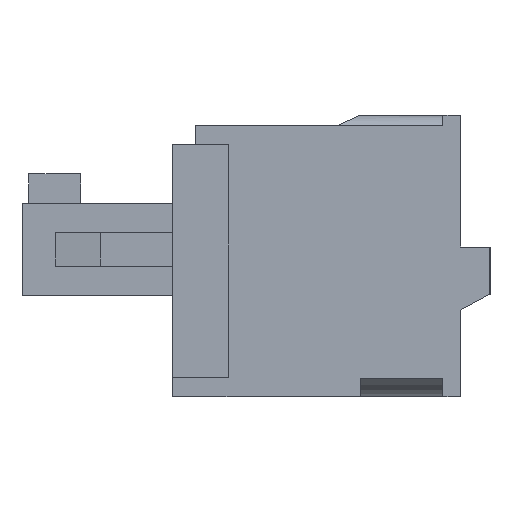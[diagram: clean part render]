
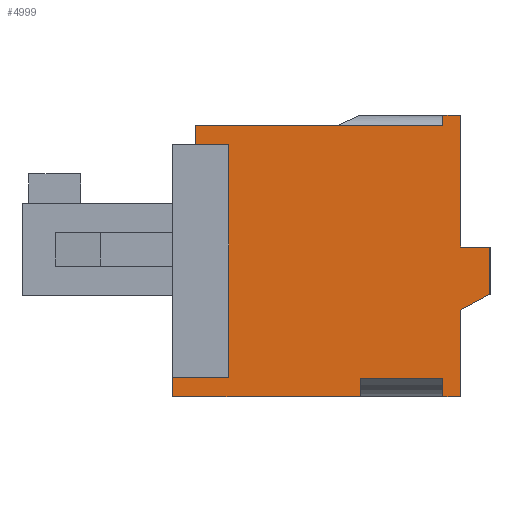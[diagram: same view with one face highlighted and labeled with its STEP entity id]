
A CAD part, left-side view. The second image highlights one B-rep face of the part: STEP entity #4999.
In plain terms, the highlighted planar face has unit normal (-1, 0, 0).
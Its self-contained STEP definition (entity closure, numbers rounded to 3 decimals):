
#4999 = ADVANCED_FACE( '', ( #10447 ), #10448, .T. );
#10447 = FACE_OUTER_BOUND( '', #16443, .T. );
#10448 = PLANE( '', #16444 );
#16443 = EDGE_LOOP( '', ( #30855, #30856, #30857, #30858, #30859, #30860, #30861, #30862, #30863, #30864, #30865, #30866, #30867, #30868, #30869, #30870, #30871, #30872 ) );
#16444 = AXIS2_PLACEMENT_3D( '', #30873, #30874, #30875 );
#30855 = ORIENTED_EDGE( '', *, *, #38853, .T. );
#30856 = ORIENTED_EDGE( '', *, *, #43322, .T. );
#30857 = ORIENTED_EDGE( '', *, *, #37285, .F. );
#30858 = ORIENTED_EDGE( '', *, *, #43013, .F. );
#30859 = ORIENTED_EDGE( '', *, *, #37892, .T. );
#30860 = ORIENTED_EDGE( '', *, *, #40370, .T. );
#30861 = ORIENTED_EDGE( '', *, *, #42339, .T. );
#30862 = ORIENTED_EDGE( '', *, *, #43323, .F. );
#30863 = ORIENTED_EDGE( '', *, *, #39404, .T. );
#30864 = ORIENTED_EDGE( '', *, *, #41894, .T. );
#30865 = ORIENTED_EDGE( '', *, *, #43324, .T. );
#30866 = ORIENTED_EDGE( '', *, *, #42978, .F. );
#30867 = ORIENTED_EDGE( '', *, *, #38106, .F. );
#30868 = ORIENTED_EDGE( '', *, *, #37612, .T. );
#30869 = ORIENTED_EDGE( '', *, *, #40302, .F. );
#30870 = ORIENTED_EDGE( '', *, *, #39786, .T. );
#30871 = ORIENTED_EDGE( '', *, *, #43325, .T. );
#30872 = ORIENTED_EDGE( '', *, *, #43326, .T. );
#30873 = CARTESIAN_POINT( '', ( -23.26, -7.05, -6.25 ) );
#30874 = DIRECTION( '', ( -1., 0., 0. ) );
#30875 = DIRECTION( '', ( 0., 0., 1. ) );
#37285 = EDGE_CURVE( '', #44802, #44803, #44804, .T. );
#37612 = EDGE_CURVE( '', #45397, #45395, #45398, .T. );
#37892 = EDGE_CURVE( '', #45904, #45902, #45905, .T. );
#38106 = EDGE_CURVE( '', #45397, #46287, #46288, .T. );
#38853 = EDGE_CURVE( '', #47576, #47581, #47583, .T. );
#39404 = EDGE_CURVE( '', #48506, #48504, #48507, .T. );
#39786 = EDGE_CURVE( '', #49128, #49126, #49129, .T. );
#40302 = EDGE_CURVE( '', #49128, #45395, #49944, .T. );
#40370 = EDGE_CURVE( '', #45902, #50039, #50041, .T. );
#41894 = EDGE_CURVE( '', #48504, #52278, #52280, .T. );
#42339 = EDGE_CURVE( '', #50039, #52876, #52878, .T. );
#42978 = EDGE_CURVE( '', #46287, #53719, #53721, .T. );
#43013 = EDGE_CURVE( '', #45904, #44802, #53763, .T. );
#43322 = EDGE_CURVE( '', #47581, #44803, #54138, .T. );
#43323 = EDGE_CURVE( '', #48506, #52876, #54139, .T. );
#43324 = EDGE_CURVE( '', #52278, #53719, #54140, .T. );
#43325 = EDGE_CURVE( '', #49126, #54141, #54142, .T. );
#43326 = EDGE_CURVE( '', #54141, #47576, #54143, .T. );
#44802 = VERTEX_POINT( '', #55817 );
#44803 = VERTEX_POINT( '', #55818 );
#44804 = LINE( '', #55819, #55820 );
#45395 = VERTEX_POINT( '', #56673 );
#45397 = VERTEX_POINT( '', #56676 );
#45398 = LINE( '', #56677, #56678 );
#45902 = VERTEX_POINT( '', #57404 );
#45904 = VERTEX_POINT( '', #57407 );
#45905 = LINE( '', #57408, #57409 );
#46287 = VERTEX_POINT( '', #57960 );
#46288 = LINE( '', #57961, #57962 );
#47576 = VERTEX_POINT( '', #59915 );
#47581 = VERTEX_POINT( '', #59922 );
#47583 = LINE( '', #59925, #59926 );
#48504 = VERTEX_POINT( '', #61294 );
#48506 = VERTEX_POINT( '', #61297 );
#48507 = LINE( '', #61298, #61299 );
#49126 = VERTEX_POINT( '', #62214 );
#49128 = VERTEX_POINT( '', #62217 );
#49129 = LINE( '', #62218, #62219 );
#49944 = LINE( '', #63450, #63451 );
#50039 = VERTEX_POINT( '', #63598 );
#50041 = LINE( '', #63601, #63602 );
#52278 = VERTEX_POINT( '', #67046 );
#52280 = LINE( '', #67049, #67050 );
#52876 = VERTEX_POINT( '', #67944 );
#52878 = LINE( '', #67947, #67948 );
#53719 = VERTEX_POINT( '', #69227 );
#53721 = LINE( '', #69230, #69231 );
#53763 = LINE( '', #69300, #69301 );
#54138 = LINE( '', #69868, #69869 );
#54139 = LINE( '', #69870, #69871 );
#54140 = LINE( '', #69872, #69873 );
#54141 = VERTEX_POINT( '', #69874 );
#54142 = LINE( '', #69875, #69876 );
#54143 = LINE( '', #69877, #69878 );
#55817 = CARTESIAN_POINT( '', ( -23.26, 7.05, -6.25 ) );
#55818 = CARTESIAN_POINT( '', ( -23.26, 7.05, -5.4 ) );
#55819 = CARTESIAN_POINT( '', ( -23.26, 7.05, -6.25 ) );
#55820 = VECTOR( '', #72016, 1000. );
#56673 = CARTESIAN_POINT( '', ( -23.26, -4.95, 6.25 ) );
#56676 = CARTESIAN_POINT( '', ( -23.26, -5.75, 6.25 ) );
#56677 = CARTESIAN_POINT( '', ( -23.26, -7.05, 6.25 ) );
#56678 = VECTOR( '', #72313, 1000. );
#57404 = CARTESIAN_POINT( '', ( -23.26, -1.3, -5.45 ) );
#57407 = CARTESIAN_POINT( '', ( -23.26, -1.3, -6.25 ) );
#57408 = CARTESIAN_POINT( '', ( -23.26, -1.3, -6.25 ) );
#57409 = VECTOR( '', #72573, 1000. );
#57960 = CARTESIAN_POINT( '', ( -23.26, -5.75, 0.4 ) );
#57961 = CARTESIAN_POINT( '', ( -23.26, -5.75, 6.25 ) );
#57962 = VECTOR( '', #72785, 1000. );
#59915 = CARTESIAN_POINT( '', ( -23.26, 4.55, 4.95 ) );
#59922 = CARTESIAN_POINT( '', ( -23.26, 4.55, -5.4 ) );
#59925 = CARTESIAN_POINT( '', ( -23.26, 4.55, 44.791 ) );
#59926 = VECTOR( '', #73487, 1000. );
#61294 = CARTESIAN_POINT( '', ( -23.26, -5.75, -2.4 ) );
#61297 = CARTESIAN_POINT( '', ( -23.26, -5.75, -6.25 ) );
#61298 = CARTESIAN_POINT( '', ( -23.26, -5.75, -6.25 ) );
#61299 = VECTOR( '', #74014, 1000. );
#62214 = CARTESIAN_POINT( '', ( -23.26, 6.05, 5.8 ) );
#62217 = CARTESIAN_POINT( '', ( -23.26, -4.95, 5.8 ) );
#62218 = CARTESIAN_POINT( '', ( -23.26, -0.25, 5.8 ) );
#62219 = VECTOR( '', #74393, 1000. );
#63450 = CARTESIAN_POINT( '', ( -23.26, -4.95, -43.941 ) );
#63451 = VECTOR( '', #74882, 1000. );
#63598 = CARTESIAN_POINT( '', ( -23.26, -4.95, -5.45 ) );
#63601 = CARTESIAN_POINT( '', ( -23.26, -1.3, -5.45 ) );
#63602 = VECTOR( '', #74939, 1000. );
#67046 = CARTESIAN_POINT( '', ( -23.26, -7.05, -1.7 ) );
#67049 = CARTESIAN_POINT( '', ( -23.26, -5.75, -2.4 ) );
#67050 = VECTOR( '', #76247, 1000. );
#67944 = CARTESIAN_POINT( '', ( -23.26, -4.95, -6.25 ) );
#67947 = CARTESIAN_POINT( '', ( -23.26, -4.95, -5.45 ) );
#67948 = VECTOR( '', #76625, 1000. );
#69227 = CARTESIAN_POINT( '', ( -23.26, -7.05, 0.4 ) );
#69230 = CARTESIAN_POINT( '', ( -23.26, -7.05, 0.4 ) );
#69231 = VECTOR( '', #77131, 1000. );
#69300 = CARTESIAN_POINT( '', ( -23.26, -7.05, -6.25 ) );
#69301 = VECTOR( '', #77162, 1000. );
#69868 = CARTESIAN_POINT( '', ( -23.26, 7.05, -5.4 ) );
#69869 = VECTOR( '', #77391, 1000. );
#69870 = CARTESIAN_POINT( '', ( -23.26, -7.05, -6.25 ) );
#69871 = VECTOR( '', #77392, 1000. );
#69872 = CARTESIAN_POINT( '', ( -23.26, -7.05, -6.25 ) );
#69873 = VECTOR( '', #77393, 1000. );
#69874 = CARTESIAN_POINT( '', ( -23.26, 6.05, 4.95 ) );
#69875 = CARTESIAN_POINT( '', ( -23.26, 6.05, 5.8 ) );
#69876 = VECTOR( '', #77394, 1000. );
#69877 = CARTESIAN_POINT( '', ( -23.26, 6.05, 4.95 ) );
#69878 = VECTOR( '', #77395, 1000. );
#72016 = DIRECTION( '', ( 0., 0., 1. ) );
#72313 = DIRECTION( '', ( 0., 1., 0. ) );
#72573 = DIRECTION( '', ( 0., 0., 1. ) );
#72785 = DIRECTION( '', ( 0., 0., -1. ) );
#73487 = DIRECTION( '', ( 0., 0., -1. ) );
#74014 = DIRECTION( '', ( 0., 0., 1. ) );
#74393 = DIRECTION( '', ( 0., 1., 0. ) );
#74882 = DIRECTION( '', ( 0., 0., 1. ) );
#74939 = DIRECTION( '', ( 0., -1., 0. ) );
#76247 = DIRECTION( '', ( 0., -0.88, 0.474 ) );
#76625 = DIRECTION( '', ( 0., 0., -1. ) );
#77131 = DIRECTION( '', ( 0., -1., 0. ) );
#77162 = DIRECTION( '', ( 0., 1., 0. ) );
#77391 = DIRECTION( '', ( 0., 1., 0. ) );
#77392 = DIRECTION( '', ( 0., 1., 0. ) );
#77393 = DIRECTION( '', ( 0., 0., 1. ) );
#77394 = DIRECTION( '', ( 0., 0., -1. ) );
#77395 = DIRECTION( '', ( 0., -1., 0. ) );
